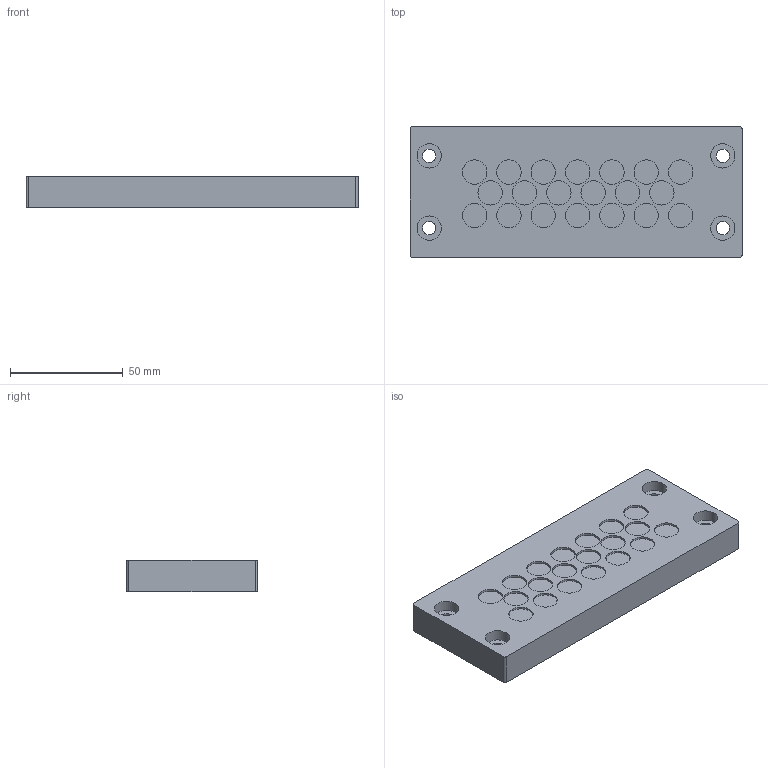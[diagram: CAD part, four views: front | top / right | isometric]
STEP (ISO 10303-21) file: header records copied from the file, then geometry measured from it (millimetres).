
FILE_DESCRIPTION(('STEP AP203'), '1');
FILE_NAME('DPZ24-20', '2025-11-10T10:01:45', ('砐錪賧瘔蠈錪 Windows'), (''), 'C3D Converter', 'C3D Toolkit', '');
FILE_SCHEMA(('CONFIG_CONTROL_DESIGN'));
Length unit declared in the file: millimetre
Bounding box: 147 x 58 x 14 mm (x, y, z)
Volume: 86031.4 mm3; surface area: 26876 mm2
Topology: 1 solids, 1 shells, 67 faces, 120 edges, 80 vertices
Faces by surface type: plane 35, cylinder 32
Full cylindrical faces by diameter (mm): 5.9 x4, 10.8 x24
Entity records: 2105 total; most frequent: DIRECTION 292, CARTESIAN_POINT 240, ORIENTED_EDGE 184, AXIS2_PLACEMENT_3D 132, EDGE_LOOP 128, EDGE_CURVE 92, VERTEX_POINT 80, FACE_BOUND 72
